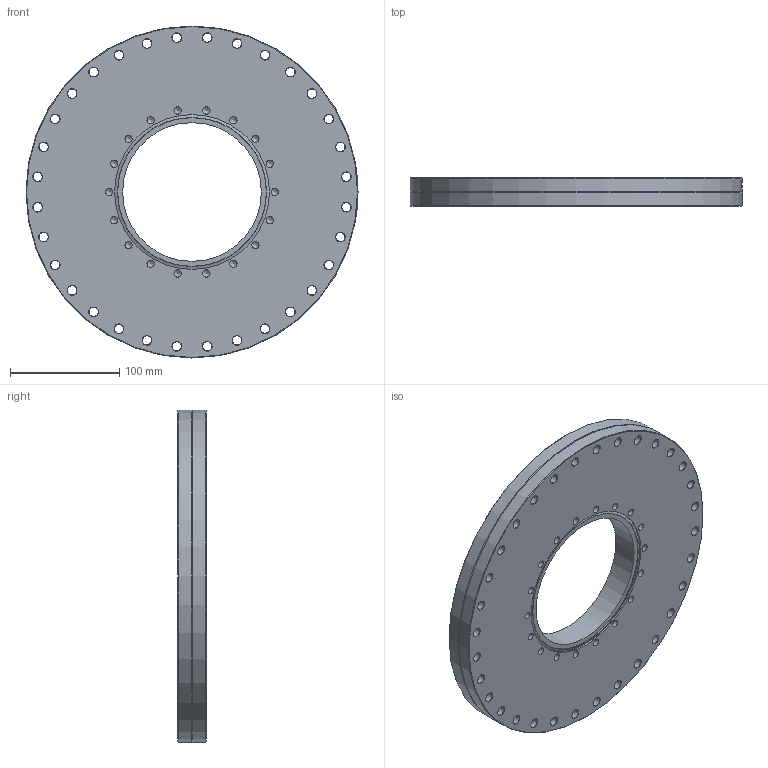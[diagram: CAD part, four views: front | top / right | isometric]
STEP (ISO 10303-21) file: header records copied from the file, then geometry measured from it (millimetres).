
FILE_DESCRIPTION(/* description */ (''),/* implementation_level */ '2;1');
FILE_NAME(/* name */ 'FL-Z250-125.stp',/* time_stamp */ '2023-10-25T11:41:23+01:00',/* author */ ('PaulJarvis'),/* organization */ (''),/* preprocessor_version */ 'ST-DEVELOPER v19.2',/* originating_system */ 'Autodesk Inventor 2023',/* authorisation */ '');
FILE_SCHEMA (('AUTOMOTIVE_DESIGN { 1 0 10303 214 3 1 1 }'));
Length unit declared in the file: millimetre
Products named in the file (1): FL-Z250-125
Bounding box: 304 x 25.9 x 304 mm (x, y, z)
Volume: 1438382.4 mm3; surface area: 180222.9 mm2
Topology: 1 solids, 1 shells, 243 faces, 645 edges, 412 vertices
Faces by surface type: cone 89, cylinder 65, bspline 53, plane 35, torus 1
Full cylindrical faces by diameter (mm): 6.647 x18, 8.4 x32, 127 x1, 141.8 x1, 273.1 x1, 304 x2
Entity records: 20253 total; most frequent: CARTESIAN_POINT 14354, ORIENTED_EDGE 1254, DIRECTION 1103, EDGE_CURVE 627, AXIS2_PLACEMENT_3D 430, VERTEX_POINT 412, EDGE_LOOP 335, FACE_OUTER_BOUND 243
